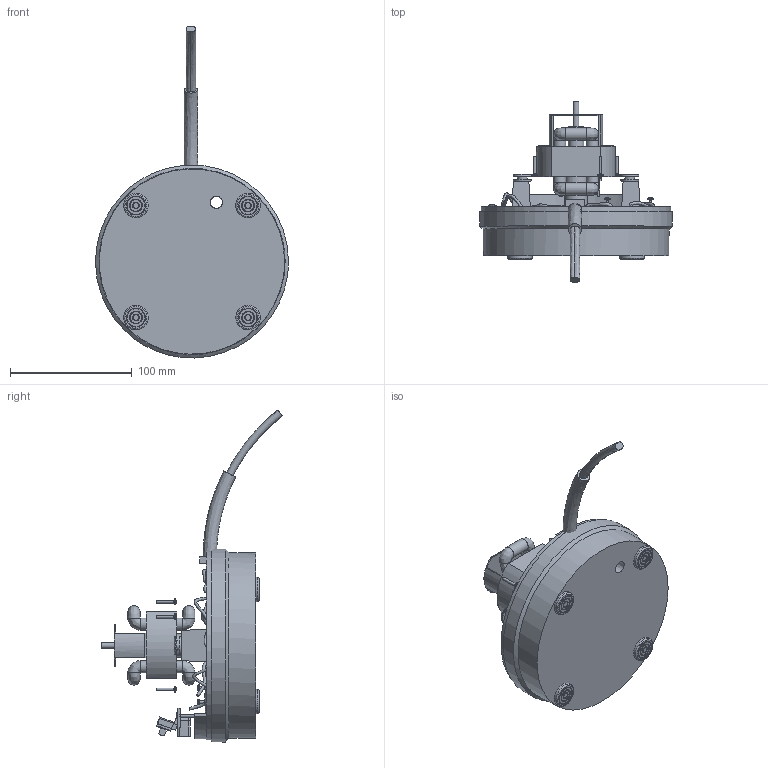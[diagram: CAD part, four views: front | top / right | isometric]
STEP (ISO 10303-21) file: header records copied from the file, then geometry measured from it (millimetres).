
FILE_DESCRIPTION((''),'2;1');
FILE_NAME('blender.stp', '2000-08-24T16:20:48',('User'),('SDRC'),'I-DEAS Master Series 8','UNIX', 'Yes');
FILE_SCHEMA(('CONFIG_CONTROL_DESIGN'));
Length unit declared in the file: millimetre
Assembly tree (32 placements, depth 0):
Bounding box: 158.28 x 148.21 x 272.3 mm (x, y, z)
Volume: 443744.2 mm3; surface area: 150787 mm2
Topology: 24 solids, 26 shells, 696 faces, 4208 edges, 5939 vertices
Faces by surface type: bspline 696
Entity records: 37895 total; most frequent: CARTESIAN_POINT 25723, ORIENTED_EDGE 2248, QUASI_UNIFORM_CURVE 1737, B_SPLINE_CURVE_WITH_KNOTS 1195, EDGE_CURVE 1124, VERTEX_POINT 708, EDGE_LOOP 506, FACE_OUTER_BOUND 466
